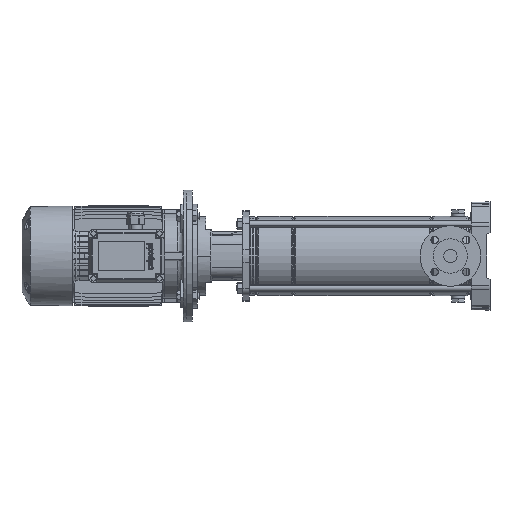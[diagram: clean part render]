
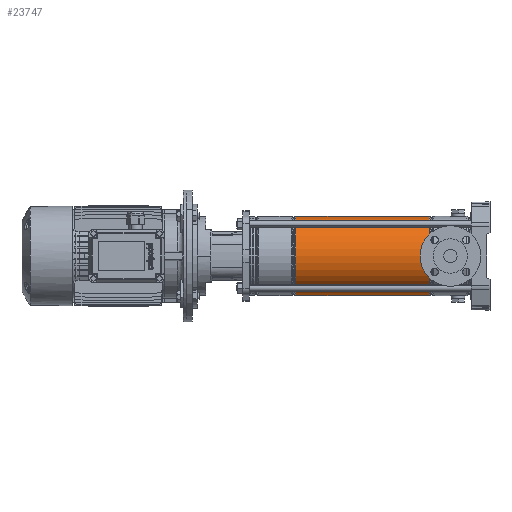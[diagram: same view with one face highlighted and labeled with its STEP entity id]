
A CAD part, left-side view. The second image highlights one B-rep face of the part: STEP entity #23747.
In plain terms, the highlighted cylindrical face has radius 74.9 mm (diameter 149.8 mm), a partial arc.
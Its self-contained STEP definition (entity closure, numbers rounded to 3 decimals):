
#169 = CIRCLE ( 'NONE', #33394, 74.9 ) ;
#3376 = AXIS2_PLACEMENT_3D ( 'NONE', #71339, #44176, #60195 ) ;
#6624 = EDGE_CURVE ( 'NONE', #63423, #13925, #7912, .T. ) ;
#7868 = CARTESIAN_POINT ( 'NONE',  ( 0., 0., 340.221 ) ) ;
#7912 = LINE ( 'NONE', #23229, #59860 ) ;
#8349 = VERTEX_POINT ( 'NONE', #33103 ) ;
#10673 = EDGE_CURVE ( 'NONE', #13925, #8349, #169, .T. ) ;
#13925 = VERTEX_POINT ( 'NONE', #40438 ) ;
#16371 = ORIENTED_EDGE ( 'NONE', *, *, #6624, .T. ) ;
#18123 = DIRECTION ( 'NONE',  ( 0., 0., -1. ) ) ;
#18833 = LINE ( 'NONE', #41542, #53679 ) ;
#22759 = FACE_OUTER_BOUND ( 'NONE', #46902, .T. ) ;
#23229 = CARTESIAN_POINT ( 'NONE',  ( 74.9, 0., 0. ) ) ;
#23747 = ADVANCED_FACE ( 'NONE', ( #22759 ), #39090, .T. ) ;
#27109 = ORIENTED_EDGE ( 'NONE', *, *, #57710, .T. ) ;
#30578 = DIRECTION ( 'NONE',  ( 1., 0., 0. ) ) ;
#33103 = CARTESIAN_POINT ( 'NONE',  ( -74.9, 0., 87.279 ) ) ;
#33394 = AXIS2_PLACEMENT_3D ( 'NONE', #61488, #55918, #33992 ) ;
#33992 = DIRECTION ( 'NONE',  ( 1., 0., 0. ) ) ;
#39090 = CYLINDRICAL_SURFACE ( 'NONE', #3376, 74.9 ) ;
#40438 = CARTESIAN_POINT ( 'NONE',  ( 74.9, 0., 87.279 ) ) ;
#41542 = CARTESIAN_POINT ( 'NONE',  ( -74.9, 0., 0. ) ) ;
#44176 = DIRECTION ( 'NONE',  ( 0., 0., -1. ) ) ;
#44717 = AXIS2_PLACEMENT_3D ( 'NONE', #7868, #49027, #30578 ) ;
#45013 = VERTEX_POINT ( 'NONE', #61286 ) ;
#45281 = EDGE_CURVE ( 'NONE', #45013, #8349, #18833, .T. ) ;
#46902 = EDGE_LOOP ( 'NONE', ( #27109, #16371, #56400, #61948 ) ) ;
#49027 = DIRECTION ( 'NONE',  ( 0., 0., -1. ) ) ;
#53679 = VECTOR ( 'NONE', #18123, 1000. ) ;
#55529 = CIRCLE ( 'NONE', #44717, 74.9 ) ;
#55918 = DIRECTION ( 'NONE',  ( 0., 0., 1. ) ) ;
#56400 = ORIENTED_EDGE ( 'NONE', *, *, #10673, .T. ) ;
#57710 = EDGE_CURVE ( 'NONE', #45013, #63423, #55529, .T. ) ;
#59860 = VECTOR ( 'NONE', #64426, 1000. ) ;
#60195 = DIRECTION ( 'NONE',  ( -1., 0., 0. ) ) ;
#61286 = CARTESIAN_POINT ( 'NONE',  ( -74.9, 0., 340.221 ) ) ;
#61488 = CARTESIAN_POINT ( 'NONE',  ( 0., 0., 87.279 ) ) ;
#61948 = ORIENTED_EDGE ( 'NONE', *, *, #45281, .F. ) ;
#63423 = VERTEX_POINT ( 'NONE', #68701 ) ;
#64426 = DIRECTION ( 'NONE',  ( 0., 0., -1. ) ) ;
#68701 = CARTESIAN_POINT ( 'NONE',  ( 74.9, 0., 340.221 ) ) ;
#71339 = CARTESIAN_POINT ( 'NONE',  ( 0., 0., 0. ) ) ;
